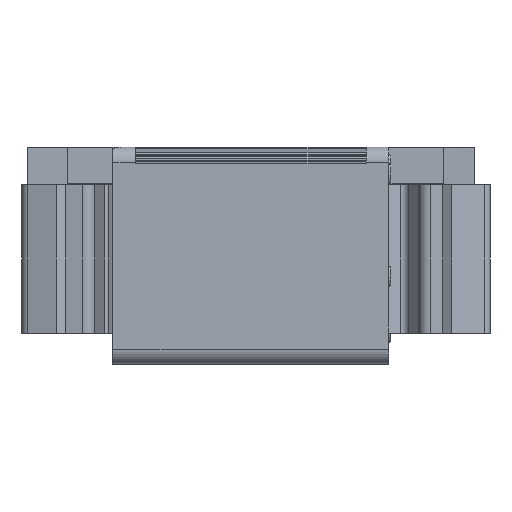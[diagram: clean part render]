
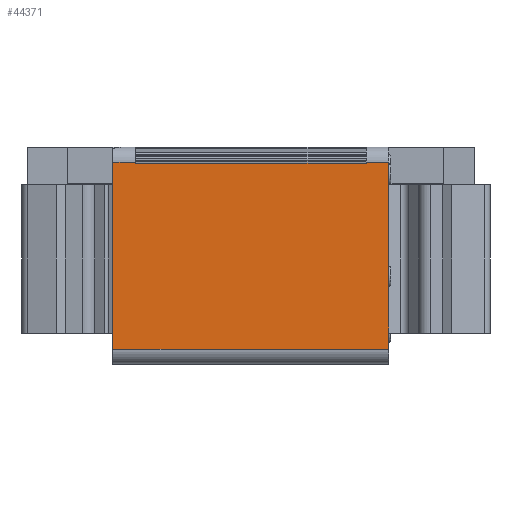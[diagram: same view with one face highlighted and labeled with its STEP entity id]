
A CAD part, left-side view. The second image highlights one B-rep face of the part: STEP entity #44371.
In plain terms, the highlighted planar face has unit normal (-1, 0, 0).
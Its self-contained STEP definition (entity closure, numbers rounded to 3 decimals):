
#8724=ORIENTED_EDGE('',*,*,#14925,.F.);
#8725=ORIENTED_EDGE('',*,*,#14344,.F.);
#8726=ORIENTED_EDGE('',*,*,#14554,.T.);
#8727=ORIENTED_EDGE('',*,*,#11485,.T.);
#8728=ORIENTED_EDGE('',*,*,#14924,.F.);
#8729=ORIENTED_EDGE('',*,*,#11405,.F.);
#8730=ORIENTED_EDGE('',*,*,#13610,.F.);
#8731=ORIENTED_EDGE('',*,*,#14181,.T.);
#11405=EDGE_CURVE('',#16148,#16149,#19262,.T.);
#11485=EDGE_CURVE('',#16229,#16228,#19317,.T.);
#13610=EDGE_CURVE('',#17664,#16148,#20844,.T.);
#14181=EDGE_CURVE('',#17664,#18043,#21261,.T.);
#14344=EDGE_CURVE('',#18168,#18169,#21401,.T.);
#14554=EDGE_CURVE('',#18168,#16229,#21574,.T.);
#14924=EDGE_CURVE('',#16149,#16228,#21844,.T.);
#14925=EDGE_CURVE('',#18169,#18043,#21845,.T.);
#16148=VERTEX_POINT('',#55848);
#16149=VERTEX_POINT('',#55850);
#16228=VERTEX_POINT('',#56019);
#16229=VERTEX_POINT('',#56021);
#17664=VERTEX_POINT('',#63190);
#18043=VERTEX_POINT('',#64647);
#18168=VERTEX_POINT('',#64975);
#18169=VERTEX_POINT('',#64977);
#19262=LINE('',#55849,#22800);
#19317=LINE('',#56020,#22855);
#20844=LINE('',#63191,#24382);
#21261=LINE('',#64648,#24799);
#21401=LINE('',#64976,#24939);
#21574=LINE('',#65392,#25112);
#21844=LINE('',#67373,#25382);
#21845=LINE('',#67375,#25383);
#22800=VECTOR('',#47463,1000.);
#22855=VECTOR('',#47580,1000.);
#24382=VECTOR('',#51393,1000.);
#24799=VECTOR('',#52396,1000.);
#24939=VECTOR('',#52646,1000.);
#25112=VECTOR('',#53043,1000.);
#25382=VECTOR('',#53733,1000.);
#25383=VECTOR('',#53736,1000.);
#27597=EDGE_LOOP('',(#8724,#8725,#8726,#8727,#8728,#8729,#8730,#8731));
#29494=FACE_BOUND('',#27597,.T.);
#30845=PLANE('',#46735);
#44371=ADVANCED_FACE('',(#29494),#30845,.T.);
#46735=AXIS2_PLACEMENT_3D('',#67374,#53734,#53735);
#47463=DIRECTION('',(0.,0.,-1.));
#47580=DIRECTION('',(0.,0.,-1.));
#51393=DIRECTION('',(0.,-1.,0.));
#52396=DIRECTION('',(0.,0.,-1.));
#52646=DIRECTION('',(0.,0.,-1.));
#53043=DIRECTION('',(0.,1.,0.));
#53733=DIRECTION('',(0.,-1.,0.));
#53734=DIRECTION('',(-1.,0.,0.));
#53735=DIRECTION('',(0.,0.,1.));
#53736=DIRECTION('',(0.,1.,0.));
#55848=CARTESIAN_POINT('',(-13.075,15.32,-1.));
#55849=CARTESIAN_POINT('',(-13.075,15.32,-13.45));
#55850=CARTESIAN_POINT('',(-13.075,15.32,-1.086));
#56019=CARTESIAN_POINT('',(-13.075,-0.05,-1.086));
#56020=CARTESIAN_POINT('',(-13.075,-0.05,-1.));
#56021=CARTESIAN_POINT('',(-13.075,-0.05,-1.));
#63190=CARTESIAN_POINT('',(-13.075,16.82,-1.));
#63191=CARTESIAN_POINT('',(-13.075,16.82,-1.));
#64647=CARTESIAN_POINT('',(-13.075,16.82,-13.45));
#64648=CARTESIAN_POINT('',(-13.075,16.82,-1.));
#64975=CARTESIAN_POINT('',(-13.075,-1.55,-1.));
#64976=CARTESIAN_POINT('',(-13.075,-1.55,-1.));
#64977=CARTESIAN_POINT('',(-13.075,-1.55,-13.45));
#65392=CARTESIAN_POINT('',(-13.075,-1.55,-1.));
#67373=CARTESIAN_POINT('',(-13.075,30.636,-1.086));
#67374=CARTESIAN_POINT('',(-13.075,5.08,0.));
#67375=CARTESIAN_POINT('',(-13.075,0.,-13.45));
